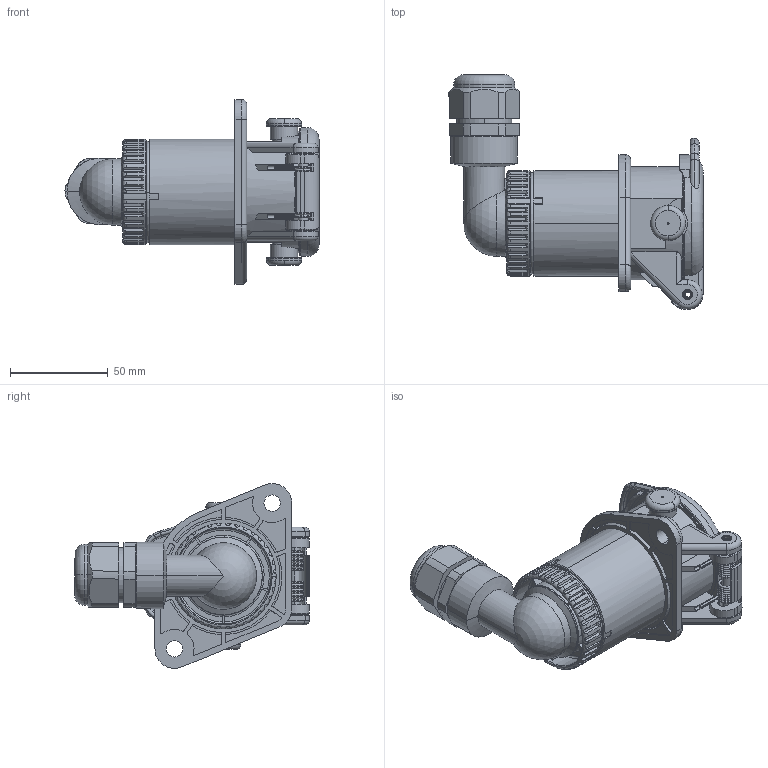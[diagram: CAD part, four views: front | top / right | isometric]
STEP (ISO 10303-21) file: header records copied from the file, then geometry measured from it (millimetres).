
FILE_DESCRIPTION((''),'2;1');
FILE_NAME('141008_SW0002','2019-05-28T14:44:11',('rdge'),(''),'CREO PARAMETRIC BY PTC INC, 2017380','CREO PARAMETRIC BY PTC INC, 2017380','');
FILE_SCHEMA(('CONFIG_CONTROL_DESIGN'));
Length unit declared in the file: millimetre
Products named in the file (1): 141008_SW0002
Bounding box: 130 x 120.09 x 94.56 mm (x, y, z)
Volume: 117604.6 mm3; surface area: 89120.7 mm2
Topology: 13 solids, 15 shells, 1106 faces, 2967 edges, 1892 vertices
Faces by surface type: plane 439, cylinder 363, torus 159, cone 126, bspline 15, sphere 4
Entity records: 38674 total; most frequent: CARTESIAN_POINT 10603, DIRECTION 6021, ORIENTED_EDGE 5930, EDGE_CURVE 2965, AXIS2_PLACEMENT_3D 2402, VERTEX_POINT 1892, CIRCLE 1311, VECTOR 1217
